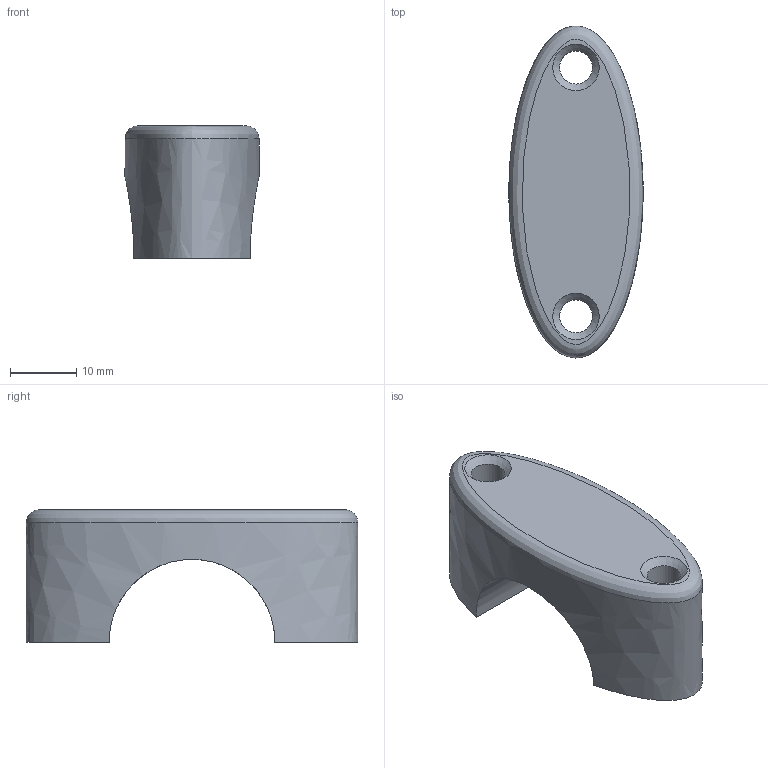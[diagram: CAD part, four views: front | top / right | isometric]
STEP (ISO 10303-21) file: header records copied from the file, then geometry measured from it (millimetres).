
FILE_DESCRIPTION(/* description */ ('Unknown'),/* implementation_level */ '2;1');
FILE_NAME(/* name */ 'Handle_Bar_Connector_Arm_Bridge',/* time_stamp */ '2024-09-21T18:22:54-03:00',/* author */ ('Unknown'),/* organization */ ('Unknown'),/* preprocessor_version */ 'ST-DEVELOPER v18.102',/* originating_system */ 'Solid Edge',/* authorisation */ 'Unknown');
FILE_SCHEMA (('AUTOMOTIVE_DESIGN {1 0 10303 214 3 1 1}'));
Length unit declared in the file: millimetre
Products named in the file (1): Part2
Bounding box: 20.23 x 50 x 20 mm (x, y, z)
Volume: 10065.8 mm3; surface area: 4093.8 mm2
Topology: 1 solids, 1 shells, 10 faces, 22 edges, 14 vertices
Faces by surface type: plane 3, cylinder 3, bspline 2, cone 2
Full cylindrical faces by diameter (mm): 5 x2
Entity records: 562 total; most frequent: CARTESIAN_POINT 346, DIRECTION 36, ORIENTED_EDGE 28, EDGE_LOOP 20, FACE_BOUND 20, AXIS2_PLACEMENT_3D 17, EDGE_CURVE 14, VERTEX_POINT 12
